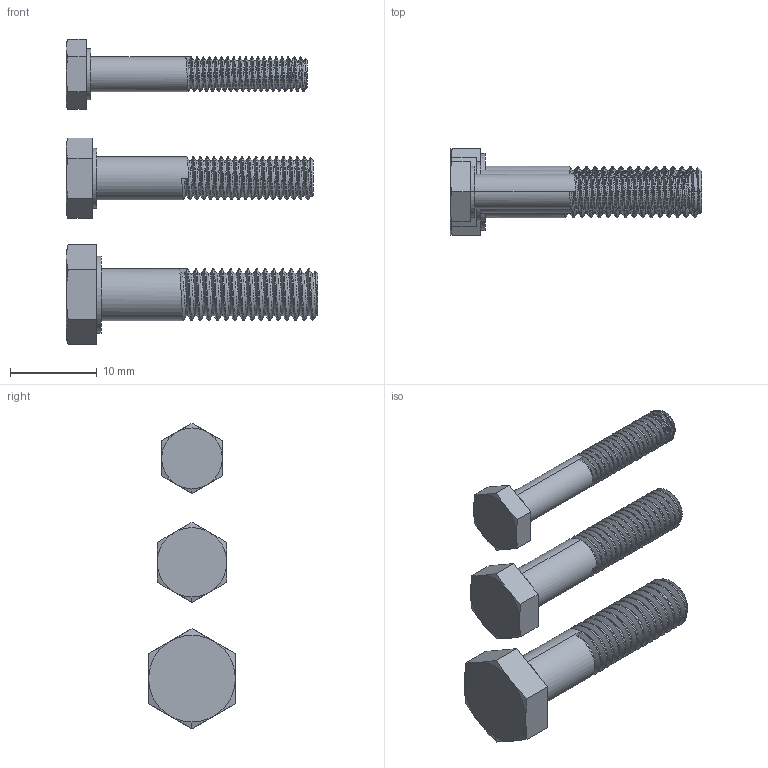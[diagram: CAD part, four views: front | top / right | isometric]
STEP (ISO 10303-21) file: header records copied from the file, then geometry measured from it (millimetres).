
FILE_DESCRIPTION (( 'STEP AP214' ), '1' );
FILE_NAME ('Hexagonal Bolt M4-25, M5-25, M6-25.STEP', '2022-02-16T13:59:01', ( '' ), ( '' ), 'SwSTEP 2.0', 'SolidWorks 2021', '' );
FILE_SCHEMA (( 'AUTOMOTIVE_DESIGN' ));
Length unit declared in the file: millimetre
Products named in the file (4): Hexagonal Bolt M5-25; Hexagonal Bolt M4-25; Hexagonal Bolt M4-25, M5-25, M6-25; Hexagonal Bolt M6-25
Assembly tree (3 placements, depth 2):
  Hexagonal Bolt M4-25, M5-25, M6-25
    Hexagonal Bolt M4-25
    Hexagonal Bolt M5-25
    Hexagonal Bolt M6-25
Bounding box: 29 x 10 x 35.24 mm (x, y, z)
Volume: 1967 mm3; surface area: 2136.7 mm2
Topology: 3 solids, 3 shells, 185 faces, 492 edges, 319 vertices
Faces by surface type: cylinder 114, plane 33, cone 29, bspline 9
Entity records: 13179 total; most frequent: CARTESIAN_POINT 9187, ORIENTED_EDGE 984, DIRECTION 632, EDGE_CURVE 492, VERTEX_POINT 319, AXIS2_PLACEMENT_3D 231, EDGE_LOOP 191, ADVANCED_FACE 185
